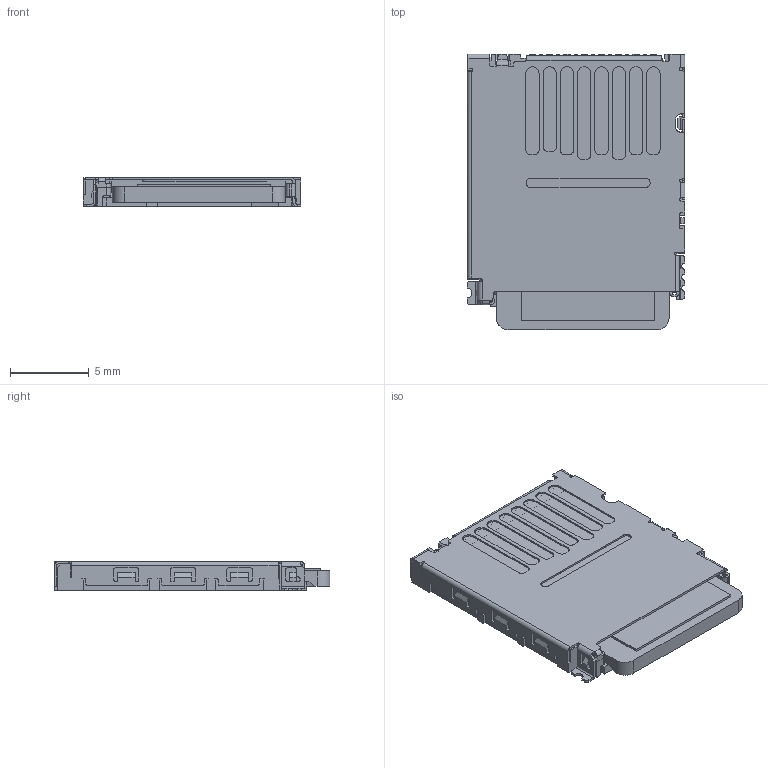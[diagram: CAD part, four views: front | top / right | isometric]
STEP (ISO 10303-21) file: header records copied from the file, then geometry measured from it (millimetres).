
FILE_DESCRIPTION(('CoCreate Modeling STEP Export'),'2;1');
FILE_NAME('DM3BT-DSF-PEJ.stp','2008-12-22T11:56:11',(''),(''),'CoCreate Modeling STEP processor for AP214 (Solid Model)','CoCreate Modeling 16.00A 16-Aug-2008 (C) Parametric Technology GmbH','');
FILE_SCHEMA(('AUTOMOTIVE_DESIGN { 1 0 10303 214 1 1 1 1 }'));
Length unit declared in the file: millimetre
Products named in the file (4): CARD; DM3BT
Assembly tree (2 placements, depth 2):
  CARD
    CARD
  DM3BT
    DM3BT
Bounding box: 13.85 x 17.55 x 1.83 mm (x, y, z)
Volume: 316 mm3; surface area: 1305.4 mm2
Topology: 2 solids, 23 shells, 1130 faces, 3111 edges, 2042 vertices
Faces by surface type: plane 864, cylinder 220, bspline 42, torus 4
Entity records: 35102 total; most frequent: CARTESIAN_POINT 7790, ORIENTED_EDGE 6226, DIRECTION 4925, EDGE_CURVE 3111, VECTOR 2319, LINE 2319, VERTEX_POINT 2042, AXIS2_PLACEMENT_3D 1303
